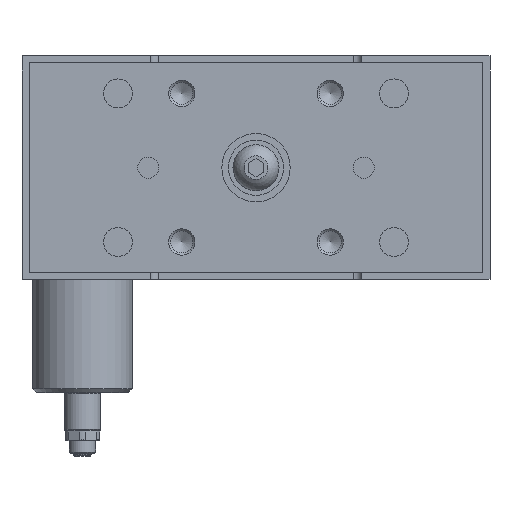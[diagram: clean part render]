
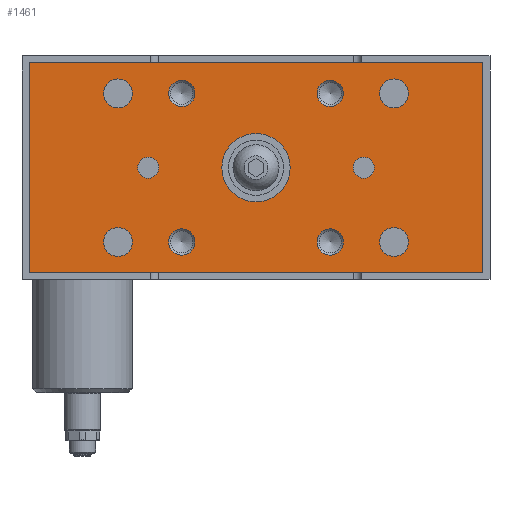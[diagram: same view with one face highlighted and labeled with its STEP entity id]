
A CAD part, left-side view. The second image highlights one B-rep face of the part: STEP entity #1461.
In plain terms, the highlighted planar face has unit normal (-1, 0, 0).
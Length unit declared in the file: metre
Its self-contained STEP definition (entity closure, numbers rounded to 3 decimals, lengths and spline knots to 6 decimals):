
#1461 = ADVANCED_FACE( '', ( #3215, #3216, #3217, #3218, #3219, #3220, #3221, #3222, #3223, #3224, #3225, #3226 ), #3227, .F. );
#3215 = FACE_BOUND( '', #5015, .T. );
#3216 = FACE_BOUND( '', #5016, .T. );
#3217 = FACE_BOUND( '', #5017, .T. );
#3218 = FACE_BOUND( '', #5018, .T. );
#3219 = FACE_BOUND( '', #5019, .T. );
#3220 = FACE_BOUND( '', #5020, .T. );
#3221 = FACE_BOUND( '', #5021, .T. );
#3222 = FACE_BOUND( '', #5022, .T. );
#3223 = FACE_BOUND( '', #5023, .T. );
#3224 = FACE_BOUND( '', #5024, .T. );
#3225 = FACE_BOUND( '', #5025, .T. );
#3226 = FACE_OUTER_BOUND( '', #5026, .T. );
#3227 = PLANE( '', #5027 );
#5015 = EDGE_LOOP( '', ( #8706 ) );
#5016 = EDGE_LOOP( '', ( #8707 ) );
#5017 = EDGE_LOOP( '', ( #8708 ) );
#5018 = EDGE_LOOP( '', ( #8709 ) );
#5019 = EDGE_LOOP( '', ( #8710 ) );
#5020 = EDGE_LOOP( '', ( #8711 ) );
#5021 = EDGE_LOOP( '', ( #8712 ) );
#5022 = EDGE_LOOP( '', ( #8713 ) );
#5023 = EDGE_LOOP( '', ( #8714 ) );
#5024 = EDGE_LOOP( '', ( #8715 ) );
#5025 = EDGE_LOOP( '', ( #8716 ) );
#5026 = EDGE_LOOP( '', ( #8717, #8718, #8719, #8720 ) );
#5027 = AXIS2_PLACEMENT_3D( '', #8721, #8722, #8723 );
#8706 = ORIENTED_EDGE( '', *, *, #10236, .T. );
#8707 = ORIENTED_EDGE( '', *, *, #10206, .T. );
#8708 = ORIENTED_EDGE( '', *, *, #9359, .F. );
#8709 = ORIENTED_EDGE( '', *, *, #10224, .F. );
#8710 = ORIENTED_EDGE( '', *, *, #10082, .T. );
#8711 = ORIENTED_EDGE( '', *, *, #9826, .T. );
#8712 = ORIENTED_EDGE( '', *, *, #9483, .T. );
#8713 = ORIENTED_EDGE( '', *, *, #9654, .T. );
#8714 = ORIENTED_EDGE( '', *, *, #9753, .T. );
#8715 = ORIENTED_EDGE( '', *, *, #10238, .T. );
#8716 = ORIENTED_EDGE( '', *, *, #9675, .T. );
#8717 = ORIENTED_EDGE( '', *, *, #9803, .T. );
#8718 = ORIENTED_EDGE( '', *, *, #10211, .T. );
#8719 = ORIENTED_EDGE( '', *, *, #9693, .T. );
#8720 = ORIENTED_EDGE( '', *, *, #9425, .T. );
#8721 = CARTESIAN_POINT( '', ( -0.037, 0.086, -0.0025 ) );
#8722 = DIRECTION( '', ( 1., 0., 0. ) );
#8723 = DIRECTION( '', ( 0., 0., 1. ) );
#9359 = EDGE_CURVE( '', #11101, #11101, #11102, .T. );
#9425 = EDGE_CURVE( '', #11207, #11205, #11208, .T. );
#9483 = EDGE_CURVE( '', #11295, #11295, #11296, .T. );
#9654 = EDGE_CURVE( '', #11528, #11528, #11529, .T. );
#9675 = EDGE_CURVE( '', #11554, #11554, #11555, .T. );
#9693 = EDGE_CURVE( '', #11581, #11207, #11582, .T. );
#9753 = EDGE_CURVE( '', #11664, #11664, #11665, .T. );
#9803 = EDGE_CURVE( '', #11205, #11730, #11732, .T. );
#9826 = EDGE_CURVE( '', #11767, #11767, #11768, .T. );
#10082 = EDGE_CURVE( '', #12108, #12108, #12109, .T. );
#10206 = EDGE_CURVE( '', #12243, #12243, #12244, .T. );
#10211 = EDGE_CURVE( '', #11730, #11581, #12249, .T. );
#10224 = EDGE_CURVE( '', #12262, #12262, #12263, .T. );
#10236 = EDGE_CURVE( '', #12276, #12276, #12277, .T. );
#10238 = EDGE_CURVE( '', #12279, #12279, #12280, .T. );
#11101 = VERTEX_POINT( '', #14035 );
#11102 = CIRCLE( '', #14036, 0.005 );
#11205 = VERTEX_POINT( '', #14214 );
#11207 = VERTEX_POINT( '', #14217 );
#11208 = LINE( '', #14218, #14219 );
#11295 = VERTEX_POINT( '', #14338 );
#11296 = CIRCLE( '', #14339, 0.0055 );
#11528 = VERTEX_POINT( '', #14736 );
#11529 = CIRCLE( '', #14737, 0.0055 );
#11554 = VERTEX_POINT( '', #14767 );
#11555 = CIRCLE( '', #14768, 0.004 );
#11581 = VERTEX_POINT( '', #14817 );
#11582 = LINE( '', #14818, #14819 );
#11664 = VERTEX_POINT( '', #15009 );
#11665 = CIRCLE( '', #15010, 0.0055 );
#11730 = VERTEX_POINT( '', #15088 );
#11732 = LINE( '', #15091, #15092 );
#11767 = VERTEX_POINT( '', #15132 );
#11768 = CIRCLE( '', #15133, 0.0055 );
#12108 = VERTEX_POINT( '', #15627 );
#12109 = CIRCLE( '', #15628, 0.005 );
#12243 = VERTEX_POINT( '', #15813 );
#12244 = CIRCLE( '', #15814, 0.005 );
#12249 = LINE( '', #15819, #15820 );
#12262 = VERTEX_POINT( '', #15833 );
#12263 = CIRCLE( '', #15834, 0.005 );
#12276 = VERTEX_POINT( '', #15847 );
#12277 = CIRCLE( '', #15848, 0.013 );
#12279 = VERTEX_POINT( '', #15850 );
#12280 = CIRCLE( '', #15851, 0.004 );
#14035 = CARTESIAN_POINT( '', ( -0.037, -0.02325, -0.01425 ) );
#14036 = AXIS2_PLACEMENT_3D( '', #16545, #16546, #16547 );
#14214 = CARTESIAN_POINT( '', ( -0.037, 0.086, -0.0025 ) );
#14217 = CARTESIAN_POINT( '', ( -0.037, -0.086, -0.0025 ) );
#14218 = CARTESIAN_POINT( '', ( -0.037, -0.086, -0.0025 ) );
#14219 = VECTOR( '', #16637, 1. );
#14338 = CARTESIAN_POINT( '', ( -0.037, -0.047, -0.01425 ) );
#14339 = AXIS2_PLACEMENT_3D( '', #16710, #16711, #16712 );
#14736 = CARTESIAN_POINT( '', ( -0.037, 0.058, -0.07075 ) );
#14737 = AXIS2_PLACEMENT_3D( '', #16923, #16924, #16925 );
#14767 = CARTESIAN_POINT( '', ( -0.037, -0.037, -0.0425 ) );
#14768 = AXIS2_PLACEMENT_3D( '', #16946, #16947, #16948 );
#14817 = CARTESIAN_POINT( '', ( -0.037, -0.086, -0.0825 ) );
#14818 = CARTESIAN_POINT( '', ( -0.037, -0.086, -0.0825 ) );
#14819 = VECTOR( '', #16974, 1. );
#15009 = CARTESIAN_POINT( '', ( -0.037, -0.047, -0.07075 ) );
#15010 = AXIS2_PLACEMENT_3D( '', #17046, #17047, #17048 );
#15088 = CARTESIAN_POINT( '', ( -0.037, 0.086, -0.0825 ) );
#15091 = CARTESIAN_POINT( '', ( -0.037, 0.086, -0.0025 ) );
#15092 = VECTOR( '', #17102, 1. );
#15132 = CARTESIAN_POINT( '', ( -0.037, 0.058, -0.01425 ) );
#15133 = AXIS2_PLACEMENT_3D( '', #17135, #17136, #17137 );
#15627 = CARTESIAN_POINT( '', ( -0.037, -0.02325, -0.07075 ) );
#15628 = AXIS2_PLACEMENT_3D( '', #17443, #17444, #17445 );
#15813 = CARTESIAN_POINT( '', ( -0.037, 0.02325, -0.01425 ) );
#15814 = AXIS2_PLACEMENT_3D( '', #17517, #17518, #17519 );
#15819 = CARTESIAN_POINT( '', ( -0.037, 0.086, -0.0825 ) );
#15820 = VECTOR( '', #17520, 1. );
#15833 = CARTESIAN_POINT( '', ( -0.037, 0.02325, -0.07075 ) );
#15834 = AXIS2_PLACEMENT_3D( '', #17521, #17522, #17523 );
#15847 = CARTESIAN_POINT( '', ( -0.037, 0.013, -0.0425 ) );
#15848 = AXIS2_PLACEMENT_3D( '', #17527, #17528, #17529 );
#15850 = CARTESIAN_POINT( '', ( -0.037, 0.045, -0.0425 ) );
#15851 = AXIS2_PLACEMENT_3D( '', #17530, #17531, #17532 );
#16545 = CARTESIAN_POINT( '', ( -0.037, -0.02825, -0.01425 ) );
#16546 = DIRECTION( '', ( -1., 0., 0. ) );
#16547 = DIRECTION( '', ( 0., 1., 0. ) );
#16637 = DIRECTION( '', ( 0., 1., 0. ) );
#16710 = CARTESIAN_POINT( '', ( -0.037, -0.0525, -0.01425 ) );
#16711 = DIRECTION( '', ( 1., 0., 0. ) );
#16712 = DIRECTION( '', ( 0., 1., 0. ) );
#16923 = CARTESIAN_POINT( '', ( -0.037, 0.0525, -0.07075 ) );
#16924 = DIRECTION( '', ( 1., 0., 0. ) );
#16925 = DIRECTION( '', ( 0., 1., 0. ) );
#16946 = CARTESIAN_POINT( '', ( -0.037, -0.041, -0.0425 ) );
#16947 = DIRECTION( '', ( 1., 0., 0. ) );
#16948 = DIRECTION( '', ( 0., 1., 0. ) );
#16974 = DIRECTION( '', ( 0., 0., 1. ) );
#17046 = CARTESIAN_POINT( '', ( -0.037, -0.0525, -0.07075 ) );
#17047 = DIRECTION( '', ( 1., 0., 0. ) );
#17048 = DIRECTION( '', ( 0., 1., 0. ) );
#17102 = DIRECTION( '', ( 0., 0., -1. ) );
#17135 = CARTESIAN_POINT( '', ( -0.037, 0.0525, -0.01425 ) );
#17136 = DIRECTION( '', ( 1., 0., 0. ) );
#17137 = DIRECTION( '', ( 0., 1., 0. ) );
#17443 = CARTESIAN_POINT( '', ( -0.037, -0.02825, -0.07075 ) );
#17444 = DIRECTION( '', ( 1., 0., 0. ) );
#17445 = DIRECTION( '', ( 0., 1., 0. ) );
#17517 = CARTESIAN_POINT( '', ( -0.037, 0.02825, -0.01425 ) );
#17518 = DIRECTION( '', ( 1., 0., 0. ) );
#17519 = DIRECTION( '', ( 0., -1., 0. ) );
#17520 = DIRECTION( '', ( 0., -1., 0. ) );
#17521 = CARTESIAN_POINT( '', ( -0.037, 0.02825, -0.07075 ) );
#17522 = DIRECTION( '', ( -1., 0., 0. ) );
#17523 = DIRECTION( '', ( 0., -1., 0. ) );
#17527 = CARTESIAN_POINT( '', ( -0.037, 0., -0.0425 ) );
#17528 = DIRECTION( '', ( 1., 0., 0. ) );
#17529 = DIRECTION( '', ( 0., 1., 0. ) );
#17530 = CARTESIAN_POINT( '', ( -0.037, 0.041, -0.0425 ) );
#17531 = DIRECTION( '', ( 1., 0., 0. ) );
#17532 = DIRECTION( '', ( 0., 1., 0. ) );
